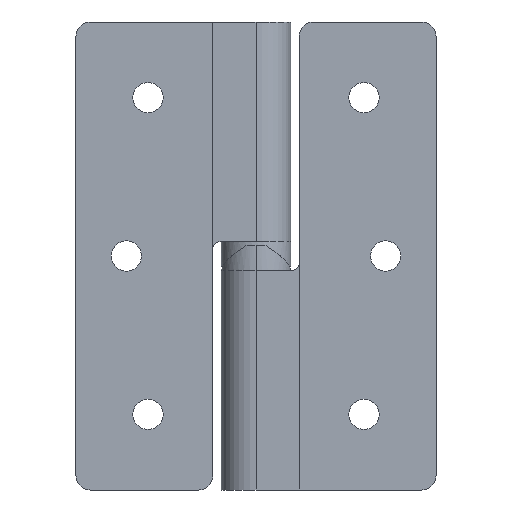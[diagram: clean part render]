
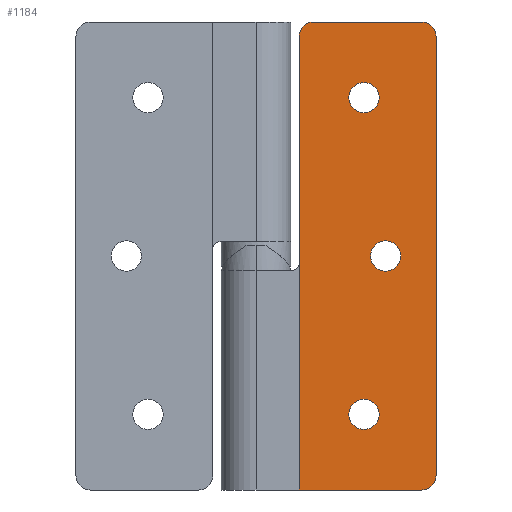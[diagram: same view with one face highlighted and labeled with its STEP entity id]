
A CAD part, front view. The second image highlights one B-rep face of the part: STEP entity #1184.
In plain terms, the highlighted planar face has unit normal (0, -1, 0).
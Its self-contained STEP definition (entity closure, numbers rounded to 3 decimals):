
#12 = CIRCLE ( 'NONE', #77, 2. ) ;
#31 = VECTOR ( 'NONE', #918, 1000. ) ;
#34 = CIRCLE ( 'NONE', #82, 2.1 ) ;
#35 = AXIS2_PLACEMENT_3D ( 'NONE', #1071, #1026, #894 ) ;
#44 = AXIS2_PLACEMENT_3D ( 'NONE', #1053, #1003, #973 ) ;
#77 = AXIS2_PLACEMENT_3D ( 'NONE', #988, #923, #1079 ) ;
#82 = AXIS2_PLACEMENT_3D ( 'NONE', #979, #1099, #888 ) ;
#113 = AXIS2_PLACEMENT_3D ( 'NONE', #1051, #924, #1011 ) ;
#123 = AXIS2_PLACEMENT_3D ( 'NONE', #755, #794, #760 ) ;
#141 = CIRCLE ( 'NONE', #35, 2.1 ) ;
#144 = CIRCLE ( 'NONE', #44, 2. ) ;
#148 = CIRCLE ( 'NONE', #113, 2. ) ;
#158 = CIRCLE ( 'NONE', #123, 2.1 ) ;
#642 = EDGE_CURVE ( 'NONE', #3253, #2007, #3418, .T. ) ;
#655 = EDGE_CURVE ( 'NONE', #3116, #3129, #3448, .T. ) ;
#697 = EDGE_CURVE ( 'NONE', #2711, #3096, #3478, .T. ) ;
#755 = CARTESIAN_POINT ( 'NONE',  ( 15., -5., -22. ) ) ;
#760 = DIRECTION ( 'NONE',  ( 0., 0., 1. ) ) ;
#794 = DIRECTION ( 'NONE',  ( 0., 1., 0. ) ) ;
#888 = DIRECTION ( 'NONE',  ( 0., 0., 1. ) ) ;
#894 = DIRECTION ( 'NONE',  ( 0., 0., 1. ) ) ;
#918 = DIRECTION ( 'NONE',  ( 0., 0., -1. ) ) ;
#923 = DIRECTION ( 'NONE',  ( 0., -1., 0. ) ) ;
#924 = DIRECTION ( 'NONE',  ( 0., -1., 0. ) ) ;
#973 = DIRECTION ( 'NONE',  ( -1., 0., 0. ) ) ;
#979 = CARTESIAN_POINT ( 'NONE',  ( 15., -5., 22. ) ) ;
#988 = CARTESIAN_POINT ( 'NONE',  ( 23., -5., 30.5 ) ) ;
#1003 = DIRECTION ( 'NONE',  ( 0., -1., 0. ) ) ;
#1011 = DIRECTION ( 'NONE',  ( -1., 0., 0. ) ) ;
#1026 = DIRECTION ( 'NONE',  ( 0., 1., 0. ) ) ;
#1051 = CARTESIAN_POINT ( 'NONE',  ( 23., -5., -30.5 ) ) ;
#1053 = CARTESIAN_POINT ( 'NONE',  ( 8., -5., 30.5 ) ) ;
#1071 = CARTESIAN_POINT ( 'NONE',  ( 18., -5., 0. ) ) ;
#1079 = DIRECTION ( 'NONE',  ( -1., 0., 0. ) ) ;
#1089 = CARTESIAN_POINT ( 'NONE',  ( 25., -5., 32.5 ) ) ;
#1099 = DIRECTION ( 'NONE',  ( 0., 1., 0. ) ) ;
#1131 = EDGE_CURVE ( 'NONE', #3100, #3034, #3180, .T. ) ;
#1139 = EDGE_CURVE ( 'NONE', #2742, #2847, #2593, .T. ) ;
#1162 = EDGE_CURVE ( 'NONE', #3126, #2742, #3020, .T. ) ;
#1184 = ADVANCED_FACE ( 'NONE', ( #2762, #2627, #3249, #2845 ), #3930, .F. ) ;
#1592 = ORIENTED_EDGE ( 'NONE', *, *, #1930, .T. ) ;
#1607 = ORIENTED_EDGE ( 'NONE', *, *, #1969, .F. ) ;
#1632 = ORIENTED_EDGE ( 'NONE', *, *, #1935, .T. ) ;
#1635 = ORIENTED_EDGE ( 'NONE', *, *, #1162, .T. ) ;
#1648 = ORIENTED_EDGE ( 'NONE', *, *, #1968, .T. ) ;
#1712 = ORIENTED_EDGE ( 'NONE', *, *, #1890, .T. ) ;
#1716 = ORIENTED_EDGE ( 'NONE', *, *, #1931, .T. ) ;
#1723 = ORIENTED_EDGE ( 'NONE', *, *, #655, .T. ) ;
#1727 = ORIENTED_EDGE ( 'NONE', *, *, #1131, .F. ) ;
#1740 = ORIENTED_EDGE ( 'NONE', *, *, #1139, .T. ) ;
#1799 = ORIENTED_EDGE ( 'NONE', *, *, #1920, .T. ) ;
#1805 = ORIENTED_EDGE ( 'NONE', *, *, #697, .T. ) ;
#1809 = ORIENTED_EDGE ( 'NONE', *, *, #642, .T. ) ;
#1890 = EDGE_CURVE ( 'NONE', #2007, #3253, #158, .T. ) ;
#1920 = EDGE_CURVE ( 'NONE', #3094, #3034, #12, .T. ) ;
#1930 = EDGE_CURVE ( 'NONE', #3129, #3116, #141, .T. ) ;
#1931 = EDGE_CURVE ( 'NONE', #3100, #3126, #144, .T. ) ;
#1935 = EDGE_CURVE ( 'NONE', #2847, #3115, #148, .T. ) ;
#1968 = EDGE_CURVE ( 'NONE', #3096, #2711, #34, .T. ) ;
#1969 = EDGE_CURVE ( 'NONE', #3094, #3115, #2637, .T. ) ;
#2007 = VERTEX_POINT ( 'NONE', #3301 ) ;
#2087 = EDGE_LOOP ( 'NONE', ( #1592, #1723 ) ) ;
#2123 = EDGE_LOOP ( 'NONE', ( #1648, #1805 ) ) ;
#2152 = EDGE_LOOP ( 'NONE', ( #1712, #1809 ) ) ;
#2205 = EDGE_LOOP ( 'NONE', ( #1740, #1632, #1607, #1799, #1727, #1716, #1635 ) ) ;
#2593 = LINE ( 'NONE', #4287, #3708 ) ;
#2627 = FACE_BOUND ( 'NONE', #2087, .T. ) ;
#2637 = LINE ( 'NONE', #1089, #31 ) ;
#2710 = CARTESIAN_POINT ( 'NONE',  ( 25., -5., 30.5 ) ) ;
#2711 = VERTEX_POINT ( 'NONE', #2817 ) ;
#2734 = CARTESIAN_POINT ( 'NONE',  ( 6., -5., -32.5 ) ) ;
#2742 = VERTEX_POINT ( 'NONE', #2734 ) ;
#2762 = FACE_BOUND ( 'NONE', #2152, .T. ) ;
#2773 = CARTESIAN_POINT ( 'NONE',  ( 15., -5., 24.1 ) ) ;
#2784 = CARTESIAN_POINT ( 'NONE',  ( 25., -5., -30.5 ) ) ;
#2817 = CARTESIAN_POINT ( 'NONE',  ( 15., -5., 19.9 ) ) ;
#2845 = FACE_OUTER_BOUND ( 'NONE', #2205, .T. ) ;
#2847 = VERTEX_POINT ( 'NONE', #3123 ) ;
#2861 = CARTESIAN_POINT ( 'NONE',  ( 8., -5., 32.5 ) ) ;
#2904 = CARTESIAN_POINT ( 'NONE',  ( 18., -5., -2.1 ) ) ;
#2917 = CARTESIAN_POINT ( 'NONE',  ( 15., -5., -24.1 ) ) ;
#2936 = CARTESIAN_POINT ( 'NONE',  ( 6., -5., 30.5 ) ) ;
#2955 = CARTESIAN_POINT ( 'NONE',  ( 18., -5., 2.1 ) ) ;
#3020 = LINE ( 'NONE', #4277, #3691 ) ;
#3034 = VERTEX_POINT ( 'NONE', #3039 ) ;
#3039 = CARTESIAN_POINT ( 'NONE',  ( 23., -5., 32.5 ) ) ;
#3094 = VERTEX_POINT ( 'NONE', #2710 ) ;
#3096 = VERTEX_POINT ( 'NONE', #2773 ) ;
#3100 = VERTEX_POINT ( 'NONE', #2861 ) ;
#3115 = VERTEX_POINT ( 'NONE', #2784 ) ;
#3116 = VERTEX_POINT ( 'NONE', #2904 ) ;
#3123 = CARTESIAN_POINT ( 'NONE',  ( 23., -5., -32.5 ) ) ;
#3126 = VERTEX_POINT ( 'NONE', #2936 ) ;
#3129 = VERTEX_POINT ( 'NONE', #2955 ) ;
#3180 = LINE ( 'NONE', #3984, #3497 ) ;
#3249 = FACE_BOUND ( 'NONE', #2123, .T. ) ;
#3253 = VERTEX_POINT ( 'NONE', #2917 ) ;
#3301 = CARTESIAN_POINT ( 'NONE',  ( 15., -5., -19.9 ) ) ;
#3403 = AXIS2_PLACEMENT_3D ( 'NONE', #3990, #4486, #4385 ) ;
#3415 = AXIS2_PLACEMENT_3D ( 'NONE', #4423, #4421, #4414 ) ;
#3418 = CIRCLE ( 'NONE', #3415, 2.1 ) ;
#3448 = CIRCLE ( 'NONE', #3403, 2.1 ) ;
#3478 = CIRCLE ( 'NONE', #3540, 2.1 ) ;
#3497 = VECTOR ( 'NONE', #4180, 1000. ) ;
#3540 = AXIS2_PLACEMENT_3D ( 'NONE', #4006, #4093, #4461 ) ;
#3634 = AXIS2_PLACEMENT_3D ( 'NONE', #4034, #4289, #3913 ) ;
#3691 = VECTOR ( 'NONE', #4279, 1000. ) ;
#3708 = VECTOR ( 'NONE', #4288, 1000. ) ;
#3913 = DIRECTION ( 'NONE',  ( -1., 0., 0. ) ) ;
#3930 = PLANE ( 'NONE',  #3634 ) ;
#3984 = CARTESIAN_POINT ( 'NONE',  ( 25., -5., 32.5 ) ) ;
#3990 = CARTESIAN_POINT ( 'NONE',  ( 18., -5., 0. ) ) ;
#4006 = CARTESIAN_POINT ( 'NONE',  ( 15., -5., 22. ) ) ;
#4034 = CARTESIAN_POINT ( 'NONE',  ( 25., -5., 32.5 ) ) ;
#4093 = DIRECTION ( 'NONE',  ( 0., 1., 0. ) ) ;
#4180 = DIRECTION ( 'NONE',  ( 1., 0., 0. ) ) ;
#4277 = CARTESIAN_POINT ( 'NONE',  ( 6., -5., 32.5 ) ) ;
#4279 = DIRECTION ( 'NONE',  ( 0., 0., -1. ) ) ;
#4287 = CARTESIAN_POINT ( 'NONE',  ( 25., -5., -32.5 ) ) ;
#4288 = DIRECTION ( 'NONE',  ( 1., 0., 0. ) ) ;
#4289 = DIRECTION ( 'NONE',  ( 0., 1., 0. ) ) ;
#4385 = DIRECTION ( 'NONE',  ( 0., 0., 1. ) ) ;
#4414 = DIRECTION ( 'NONE',  ( 0., 0., 1. ) ) ;
#4421 = DIRECTION ( 'NONE',  ( 0., 1., 0. ) ) ;
#4423 = CARTESIAN_POINT ( 'NONE',  ( 15., -5., -22. ) ) ;
#4461 = DIRECTION ( 'NONE',  ( 0., 0., 1. ) ) ;
#4486 = DIRECTION ( 'NONE',  ( 0., 1., 0. ) ) ;
